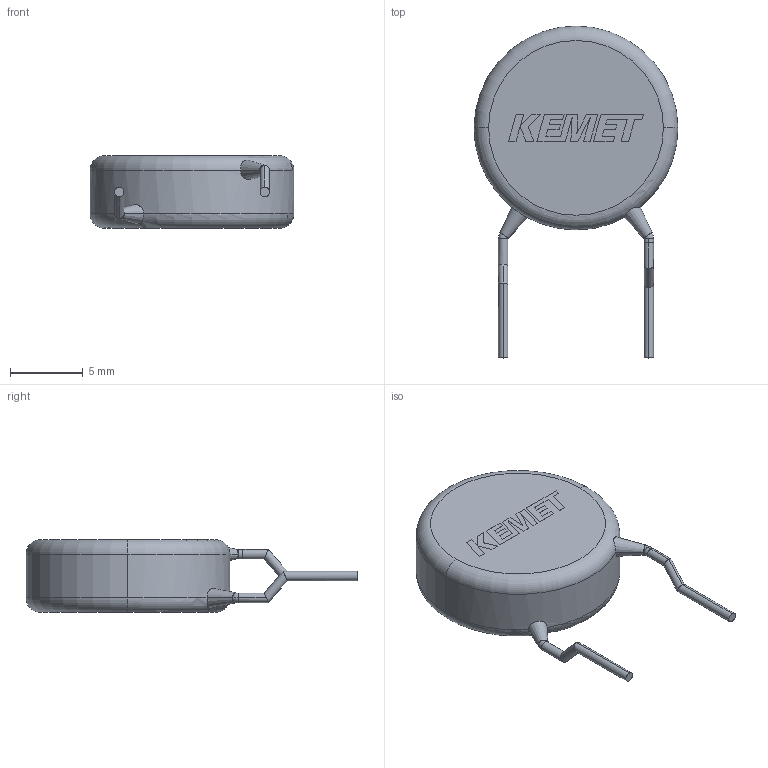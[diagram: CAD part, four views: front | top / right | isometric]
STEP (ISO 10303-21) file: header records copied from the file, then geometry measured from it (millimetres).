
FILE_DESCRIPTION (( 'STEP AP214' ), '1' );
FILE_NAME ('CCD_VCC900_D14T5S10LL5F0.65.STEP', '2017-10-30T21:42:07', ( '' ), ( '' ), 'SwSTEP 2.0', 'SolidWorks 2014', '' );
FILE_SCHEMA (( 'AUTOMOTIVE_DESIGN' ));
Length unit declared in the file: millimetre
Products named in the file (1): CCD_VCC900_D14T5S10LL5F0.65
Bounding box: 14 x 22.8 x 5 mm (x, y, z)
Volume: 760.6 mm3; surface area: 557.3 mm2
Topology: 5 solids, 5 shells, 93 faces, 227 edges, 146 vertices
Faces by surface type: plane 65, cylinder 16, torus 8, cone 4
Entity records: 3830 total; most frequent: CARTESIAN_POINT 549, ORIENTED_EDGE 454, DIRECTION 441, EDGE_CURVE 227, LINE 173, VECTOR 173, VERTEX_POINT 146, AXIS2_PLACEMENT_3D 134
